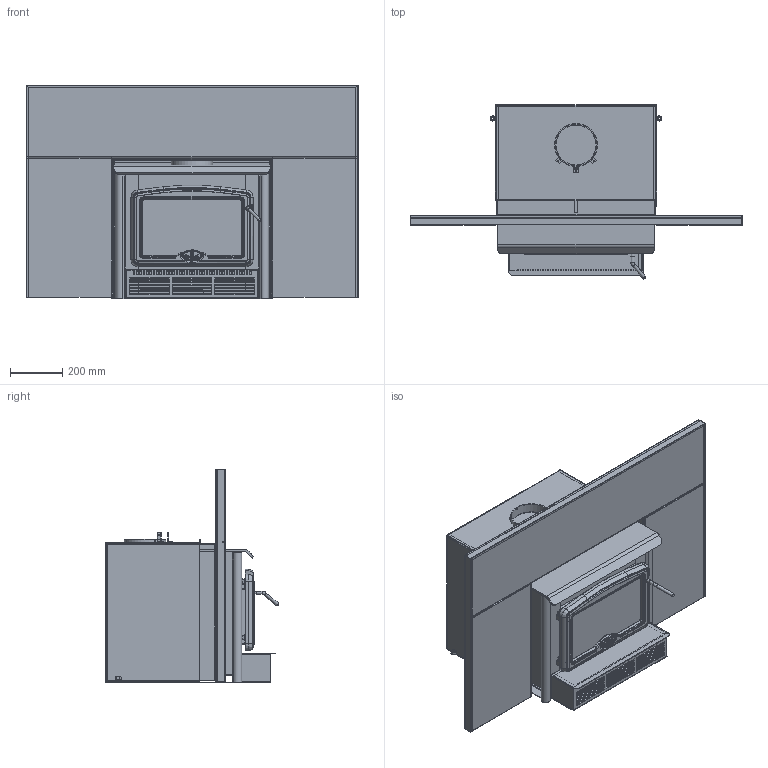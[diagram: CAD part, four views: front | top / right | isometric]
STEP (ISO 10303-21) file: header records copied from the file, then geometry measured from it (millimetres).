
FILE_DESCRIPTION( ( 'Unknown' ), '1' );
FILE_NAME( 'OB01601-CAD.stp', 'Unknown', ( 'Jean-Philippe Alain' ), ( 'SBI' ), 'PSStep 14.0', 'Solid Edge', ' ' );
FILE_SCHEMA( ( 'AUTOMOTIVE_DESIGN { 1 0 10303 214 1 1 1 1 }' ) );
Length unit declared in the file: inch
Products named in the file (37): SE34076-oa4; PL34076; PL34075; PL34074; 30004; SE36003-oa5; PL36004; pl36003; OA10310-oa6; PL34093; PL34091; PL34092; OA10128; 20009; 20009A; 20009B; SE34078-oa2; PL34078; SE24164-oa1; PL34101; 24164; Assem1; PL34000; PL34003; PL34004; 30340; 30340-oa0; SE34103; 30450; PL34069; PL34071; PL34070-02; PL34070-02-oa3; PL34052; PL34062; 24165; 24221
Assembly tree (40 placements, depth 3):
  Assem1
    PL34000
    PL34003
    PL34004
    30340
    30340-oa0
    SE34103
    30450
    PL34069
    PL34071
    PL34070-02
    PL34070-02-oa3
    PL34052  x3
    PL34062
    24165
    24221
    SE24164-oa1
      PL34101
      24164
    SE34078-oa2
      PL34078
    SE34076-oa4
      PL34076
      PL34075  x2
      PL34074
      30004  x2
    SE36003-oa5
      PL36004
      pl36003
    OA10128
      20009
      20009A
      20009B
    OA10310-oa6
      PL34093
      PL34091
      PL34092
Bounding box: 1270 x 665.26 x 817.37 mm (x, y, z)
Surface area: 9170471.3 mm2 (no closed solid volume)
Topology: 0 solids, 2048 shells, 2048 faces, 10584 edges, 10451 vertices
Faces by surface type: plane 918, cylinder 618, bspline 331, torus 111, cone 56, sphere 13, extrusion 1
Full cylindrical faces by diameter (mm): 3.175 x1, 3.307 x10, 3.904 x2, 3.962 x2, 4.216 x3, 4.762 x2, 4.763 x1, 4.775 x6, 4.965 x1, 5.556 x2, 5.563 x1, 6.35 x5, 7.938 x2, 8.1 x2, 10.16 x1, 10.922 x2, 11.326 x1, 12.7 x4, 102.362 x1, 153.162 x1, 158.75 x1, 165.1 x1
Entity records: 152682 total; most frequent: CARTESIAN_POINT 60994, DIRECTION 15731, ORIENTED_EDGE 10132, EDGE_CURVE 10132, VERTEX_POINT 10132, VECTOR 6045, LINE 6044, AXIS2_PLACEMENT_3D 4843
